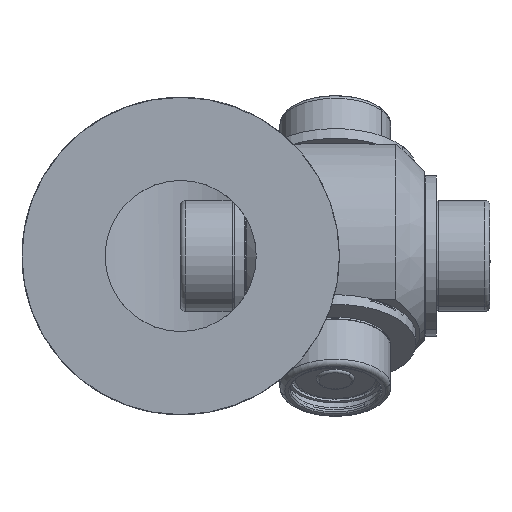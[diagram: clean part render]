
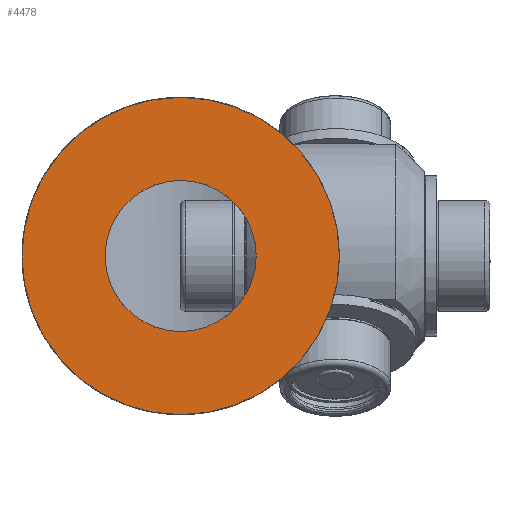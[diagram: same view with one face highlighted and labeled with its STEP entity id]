
A CAD part, left-side view. The second image highlights one B-rep face of the part: STEP entity #4478.
In plain terms, the highlighted face is planar.
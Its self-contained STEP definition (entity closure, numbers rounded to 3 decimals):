
#744=PLANE('',#8267);
#1482=VERTEX_POINT('',#7000);
#1514=VERTEX_POINT('',#7261);
#1868=CIRCLE('',#8245,1.5);
#1874=CIRCLE('',#8266,3.15);
#2331=EDGE_CURVE('',#1482,#1482,#1868,.T.);
#2375=EDGE_CURVE('',#1514,#1514,#1874,.T.);
#3438=ORIENTED_EDGE('',*,*,#2331,.T.);
#3439=ORIENTED_EDGE('',*,*,#2375,.F.);
#3883=EDGE_LOOP('',(#3438));
#3884=EDGE_LOOP('',(#3439));
#4204=FACE_BOUND('',#3883,.T.);
#4205=FACE_BOUND('',#3884,.T.);
#4478=ADVANCED_FACE('',(#4204,#4205),#744,.T.);
#5594=DIRECTION('',(0.,0.,-1.));
#5595=DIRECTION('',(1.5,0.,0.));
#5648=DIRECTION('',(0.,0.,-1.));
#5649=DIRECTION('',(3.15,0.,0.));
#5650=DIRECTION('',(0.,0.,1.));
#6999=CARTESIAN_POINT('',(0.,0.,7.9));
#7000=CARTESIAN_POINT('',(-1.5,0.,7.9));
#7260=CARTESIAN_POINT('',(0.,0.,7.9));
#7261=CARTESIAN_POINT('',(3.15,0.,7.9));
#7262=CARTESIAN_POINT('',(0.,0.,7.9));
#8245=AXIS2_PLACEMENT_3D('',#6999,#5594,#5595);
#8266=AXIS2_PLACEMENT_3D('',#7260,#5648,#5649);
#8267=AXIS2_PLACEMENT_3D('',#7262,#5650,$);
